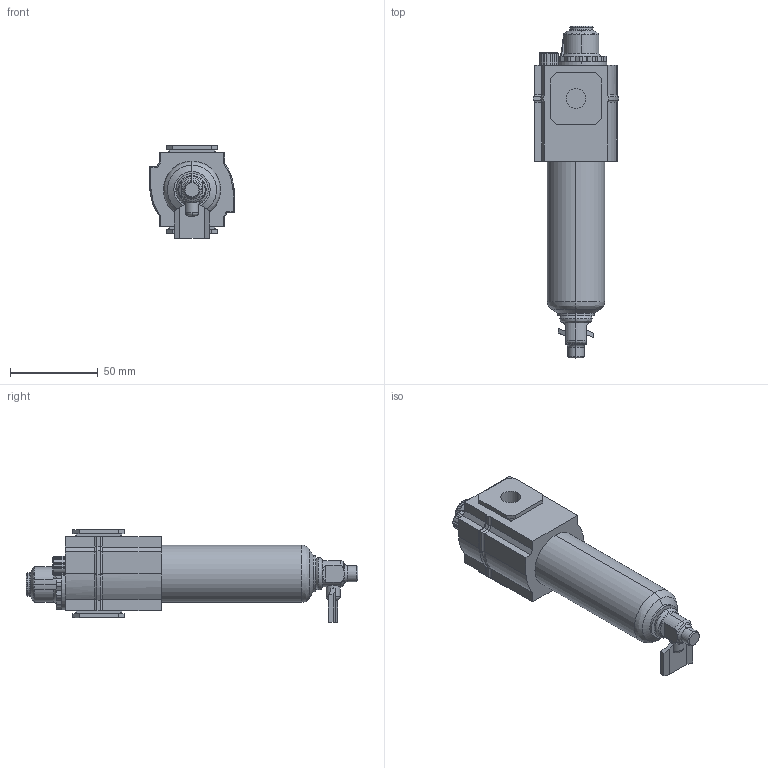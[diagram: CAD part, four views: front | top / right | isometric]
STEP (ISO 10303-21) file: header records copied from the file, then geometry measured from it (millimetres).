
FILE_DESCRIPTION (( 'STEP AP214' ), '1' );
FILE_NAME ('Norgren-L72C-2AP-QLN.STEP', '2020-12-08T21:53:12', ( '' ), ( '' ), 'SwSTEP 2.0', 'SolidWorks 2020', '' );
FILE_SCHEMA (( 'AUTOMOTIVE_DESIGN' ));
Length unit declared in the file: millimetre
Products named in the file (8): L72_ss_03; L_72l_Q; L72_ss_41; L_72-2_w; L72_ss_74; L72_ss_09_Q; L72_ss_14; Norgren-L72C-2AP-QLN
Assembly tree (7 placements, depth 3):
  Norgren-L72C-2AP-QLN
    L_72l_Q
      L72_ss_09_Q
      L72_ss_03
    L_72-2_w
      L72_ss_41
      L72_ss_14
      L72_ss_74
Bounding box: 48.4 x 188.88 x 52.83 mm (x, y, z)
Volume: 181563.6 mm3; surface area: 31626.2 mm2
Topology: 5 solids, 5 shells, 308 faces, 767 edges, 480 vertices
Faces by surface type: plane 139, cylinder 100, bspline 61, torus 8
Entity records: 13005 total; most frequent: CARTESIAN_POINT 3789, ORIENTED_EDGE 1534, DIRECTION 1438, EDGE_CURVE 767, AXIS2_PLACEMENT_3D 495, VERTEX_POINT 480, VECTOR 448, LINE 448
